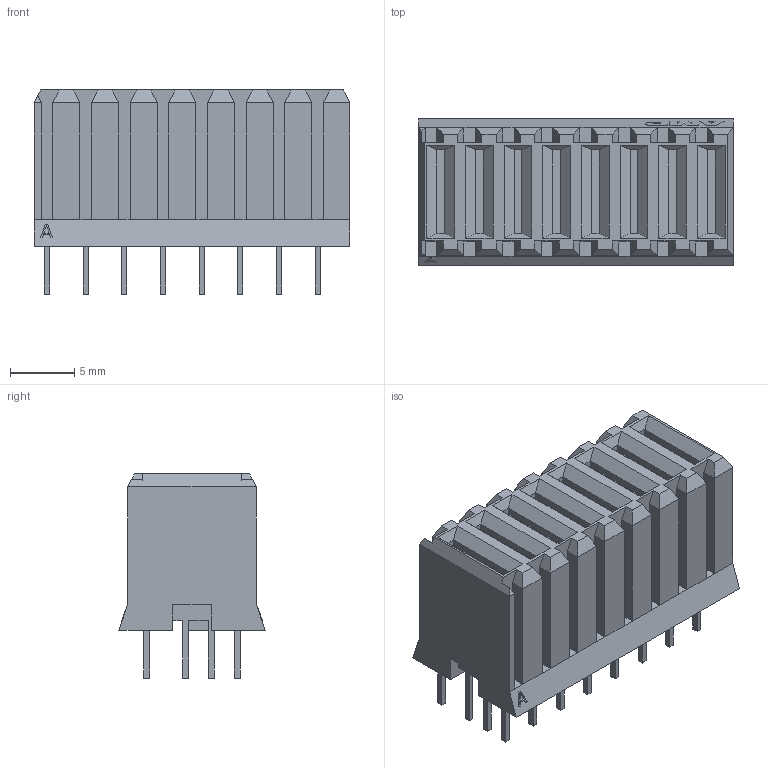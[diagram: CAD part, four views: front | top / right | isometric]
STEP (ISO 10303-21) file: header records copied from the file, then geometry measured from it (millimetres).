
FILE_DESCRIPTION((''),'2;1');
FILE_NAME('C-120953-5','2011-10-31T',('workeradm'),('Tyco Electronics Ltd.'),'PRO/ENGINEER BY PARAMETRIC TECHNOLOGY CORPORATION, 2010430','PRO/ENGINEER BY PARAMETRIC TECHNOLOGY CORPORATION, 2010430','');
FILE_SCHEMA(('AUTOMOTIVE_DESIGN { 1 0 10303 214 1 1 1 1 }'));
Length unit declared in the file: millimetre
Products named in the file (1): C-120953-5
Bounding box: 24.5 x 11.35 x 15.85 mm (x, y, z)
Volume: 2627.2 mm3; surface area: 2172.1 mm2
Topology: 1 solids, 1 shells, 447 faces, 1142 edges, 728 vertices
Faces by surface type: plane 444, extrusion 2, cylinder 1
Entity records: 13381 total; most frequent: CARTESIAN_POINT 2357, ORIENTED_EDGE 2284, DIRECTION 2032, EDGE_CURVE 1142, VECTOR 1138, LINE 1136, VERTEX_POINT 728, EDGE_LOOP 478
